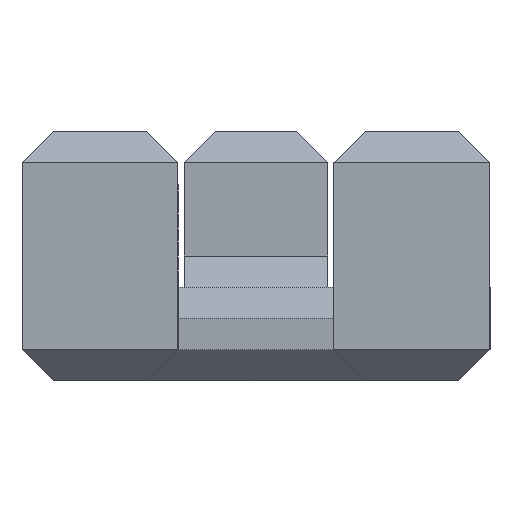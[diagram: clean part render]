
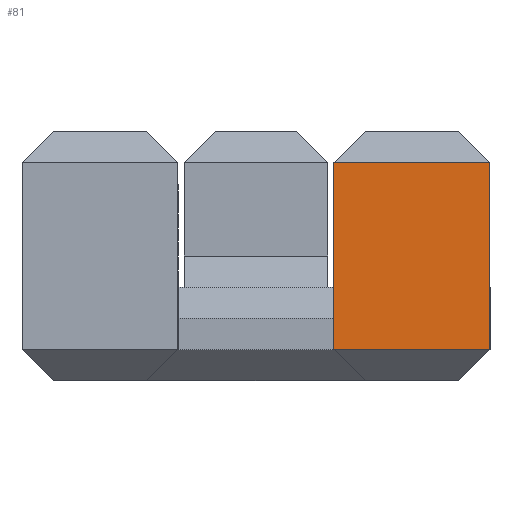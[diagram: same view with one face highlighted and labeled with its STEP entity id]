
A CAD part, left-side view. The second image highlights one B-rep face of the part: STEP entity #81.
In plain terms, the highlighted planar face has unit normal (-1, 0, 0).
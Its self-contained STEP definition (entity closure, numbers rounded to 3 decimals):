
#81=ADVANCED_FACE('',(#354),#356,.T.);
#354=FACE_BOUND('',#355,.T.);
#355=EDGE_LOOP('',(#772,#773,#774,#775));
#356=PLANE('',#357);
#357=AXIS2_PLACEMENT_3D('',#358,#359,#360);
#358=CARTESIAN_POINT('',(-18.,0.,0.));
#359=DIRECTION('',(-1.,0.,0.));
#360=DIRECTION('',(0.,-1.,0.));
#772=ORIENTED_EDGE('',*,*,#1023,.F.);
#773=ORIENTED_EDGE('',*,*,#1024,.F.);
#774=ORIENTED_EDGE('',*,*,#1025,.T.);
#775=ORIENTED_EDGE('',*,*,#972,.T.);
#972=EDGE_CURVE('',#1180,#1178,#1181,.T.);
#1023=EDGE_CURVE('',#1266,#1178,#1267,.T.);
#1024=EDGE_CURVE('',#1268,#1266,#1269,.T.);
#1025=EDGE_CURVE('',#1268,#1180,#1270,.T.);
#1178=VERTEX_POINT('',#1611);
#1180=VERTEX_POINT('',#1615);
#1181=LINE('',#1616,#1617);
#1266=VERTEX_POINT('',#1853);
#1267=LINE('',#1854,#1855);
#1268=VERTEX_POINT('',#1857);
#1269=LINE('',#1858,#1859);
#1270=LINE('',#1861,#1862);
#1611=CARTESIAN_POINT('',(-18.,-7.5,7.));
#1615=CARTESIAN_POINT('',(-18.,-7.5,1.));
#1616=CARTESIAN_POINT('',(-18.,-7.5,1.));
#1617=VECTOR('',#1618,1.);
#1618=DIRECTION('',(0.,0.,1.));
#1853=CARTESIAN_POINT('',(-18.,-2.5,7.));
#1854=CARTESIAN_POINT('',(-18.,-2.5,7.));
#1855=VECTOR('',#1856,1.);
#1856=DIRECTION('',(0.,-1.,0.));
#1857=CARTESIAN_POINT('',(-18.,-2.5,1.));
#1858=CARTESIAN_POINT('',(-18.,-2.5,1.));
#1859=VECTOR('',#1860,1.);
#1860=DIRECTION('',(0.,0.,1.));
#1861=CARTESIAN_POINT('',(-18.,-2.5,1.));
#1862=VECTOR('',#1863,1.);
#1863=DIRECTION('',(0.,-1.,0.));
